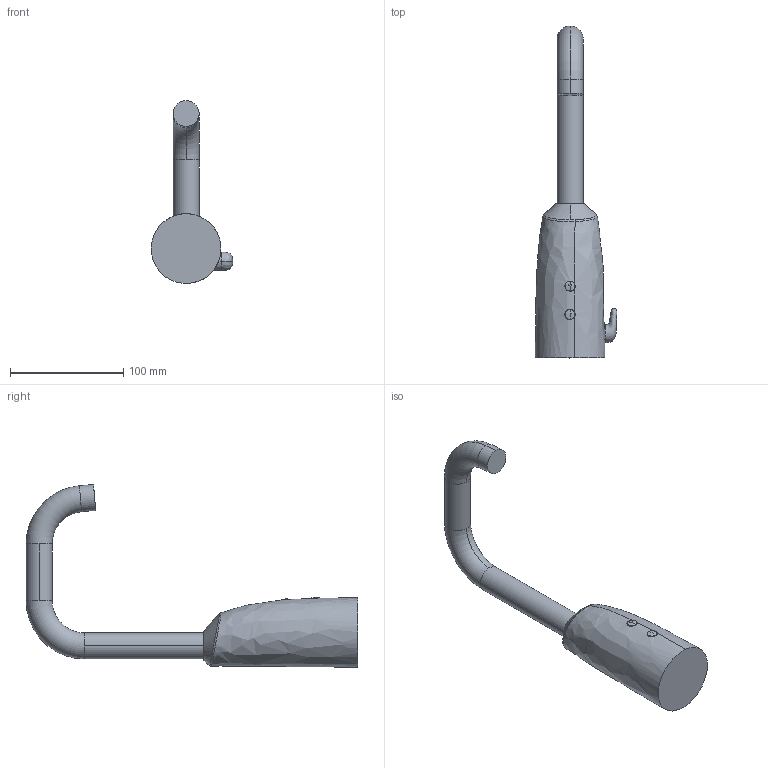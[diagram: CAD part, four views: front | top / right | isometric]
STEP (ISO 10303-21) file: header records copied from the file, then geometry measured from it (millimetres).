
FILE_DESCRIPTION (( 'STEP AP203' ), '1' );
FILE_NAME ('6330F+6334FT+64442220.STEP', '2018-07-11T04:03:10', ( '' ), ( '' ), 'SwSTEP 2.0', 'SolidWorks 2016', '' );
FILE_SCHEMA (( 'CONFIG_CONTROL_DESIGN' ));
Length unit declared in the file: millimetre
Products named in the file (1): 6330F+6334FT+64442220
Bounding box: 71.89 x 292.68 x 161.37 mm (x, y, z)
Volume: 467377.7 mm3; surface area: 49948.9 mm2
Topology: 1 solids, 1 shells, 43 faces, 109 edges, 66 vertices
Faces by surface type: bspline 16, cylinder 10, torus 8, plane 5, cone 4
Entity records: 5696 total; most frequent: CARTESIAN_POINT 4719, ORIENTED_EDGE 206, DIRECTION 158, EDGE_CURVE 103, AXIS2_PLACEMENT_3D 72, VERTEX_POINT 66, EDGE_LOOP 47, B_SPLINE_CURVE_WITH_KNOTS 45
